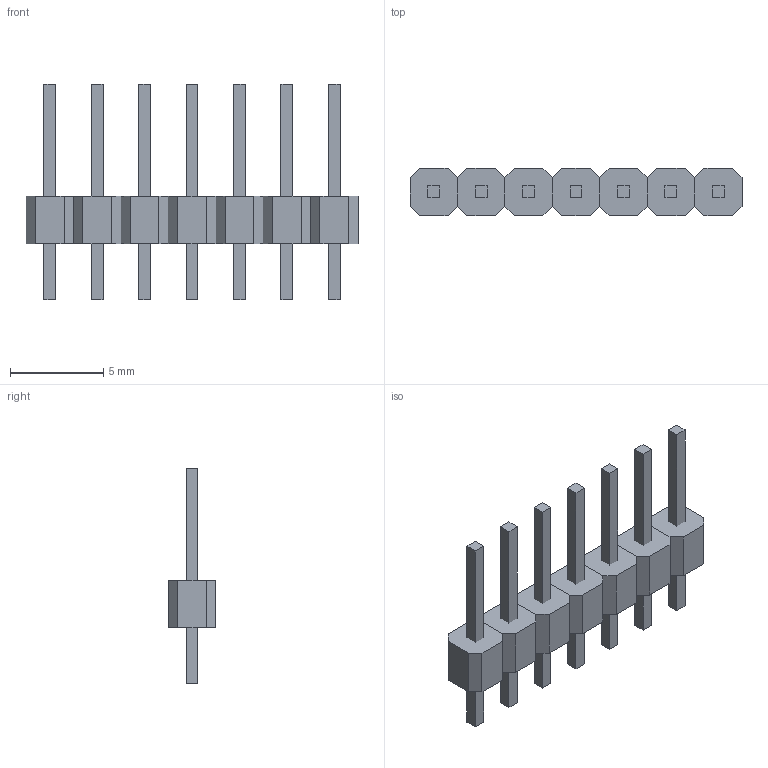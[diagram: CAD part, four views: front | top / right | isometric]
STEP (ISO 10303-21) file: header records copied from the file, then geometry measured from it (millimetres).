
FILE_DESCRIPTION (( 'STEP AP214' ), '1' );
FILE_NAME ('1001-7.STEP', '2008-07-31T12:26:07', ( 'j' ), ( '' ), 'SwSTEP 2.0', 'SolidWorks 2004231', '' );
FILE_SCHEMA (( 'AUTOMOTIVE_DESIGN' ));
Length unit declared in the file: millimetre
Products named in the file (1): 1001-7
Bounding box: 17.78 x 2.54 x 11.54 mm (x, y, z)
Volume: 138.9 mm3; surface area: 455.7 mm2
Topology: 14 solids, 14 shells, 112 faces, 252 edges, 168 vertices
Faces by surface type: plane 112
Entity records: 3966 total; most frequent: CARTESIAN_POINT 533, ORIENTED_EDGE 504, DIRECTION 478, EDGE_CURVE 252, VECTOR 252, LINE 252, VERTEX_POINT 168, AXIS2_PLACEMENT_3D 113
